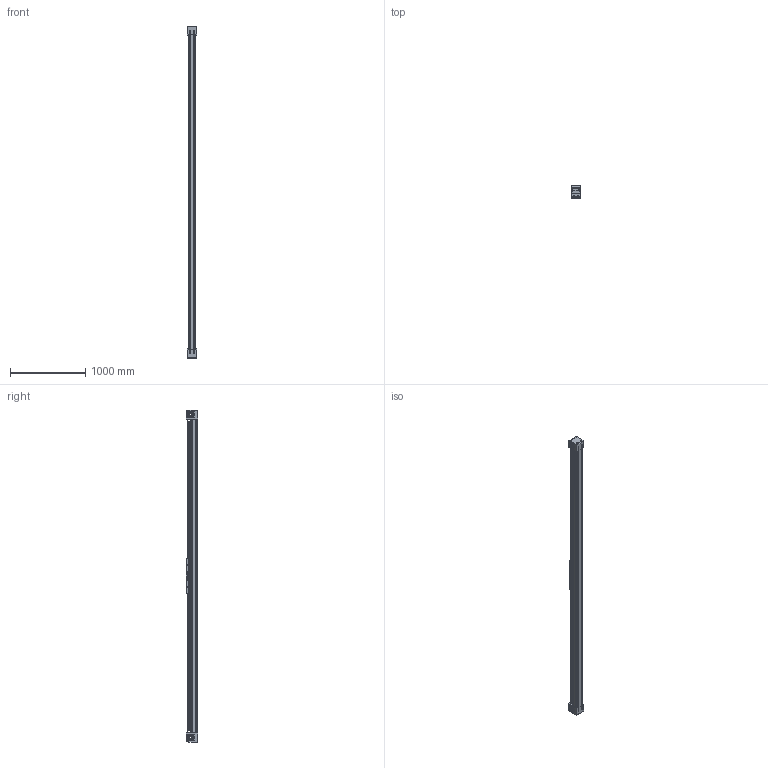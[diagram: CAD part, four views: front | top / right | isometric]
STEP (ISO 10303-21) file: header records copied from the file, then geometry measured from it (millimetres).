
FILE_DESCRIPTION (( 'STEP AP214' ), '1' );
FILE_NAME ('BLM100-3700-4420_Bondy.STEP', '2023-03-15T12:22:59', ( '' ), ( '' ), 'SwSTEP 2.0', 'SolidWorks 2023', '' );
FILE_SCHEMA (( 'AUTOMOTIVE_DESIGN' ));
Length unit declared in the file: millimetre
Products named in the file (1): BLM100-3700-4420_Bondy
Bounding box: 130 x 159 x 4420 mm (x, y, z)
Volume: 45737568 mm3; surface area: 4847817.9 mm2
Topology: 50 solids, 58 shells, 7521 faces, 21462 edges, 14140 vertices
Faces by surface type: plane 4312, cylinder 2861, torus 168, sphere 100, cone 56, bspline 24
Entity records: 334293 total; most frequent: CARTESIAN_POINT 49852, ORIENTED_EDGE 42428, DIRECTION 42382, EDGE_CURVE 21214, LINE 14566, VECTOR 14566, VERTEX_POINT 14004, AXIS2_PLACEMENT_3D 13908
